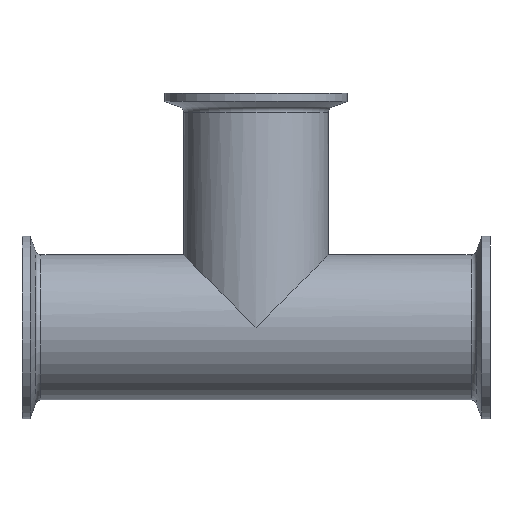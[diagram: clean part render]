
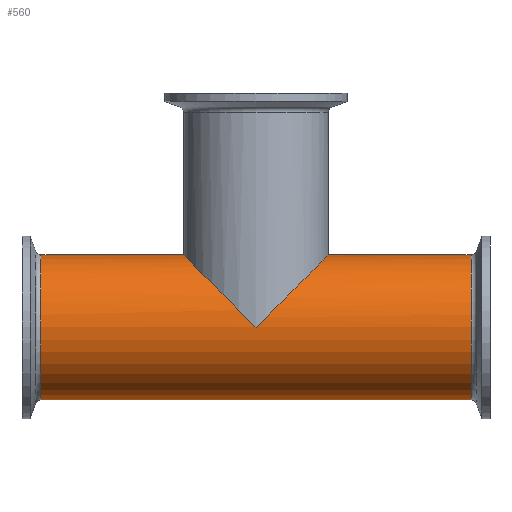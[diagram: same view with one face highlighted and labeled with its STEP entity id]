
A CAD part, front view. The second image highlights one B-rep face of the part: STEP entity #560.
In plain terms, the highlighted cylindrical face has radius 25.4 mm (diameter 50.8 mm), a full revolution.
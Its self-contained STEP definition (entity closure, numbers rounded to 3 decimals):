
#27=ELLIPSE('',#609,35.921,25.4);
#28=ELLIPSE('',#610,35.921,25.4);
#29=ELLIPSE('',#611,35.921,25.4);
#35=CYLINDRICAL_SURFACE('',#643,25.4);
#46=LINE('',#1004,#64);
#47=LINE('',#1005,#65);
#64=VECTOR('',#799,25.4);
#65=VECTOR('',#800,25.4);
#98=FACE_OUTER_BOUND('',#134,.T.);
#134=EDGE_LOOP('',(#426,#427,#428,#429,#430,#431,#432,#433,#434,#435,#436));
#179=CIRCLE('',#636,25.4);
#183=CIRCLE('',#640,25.4);
#185=CIRCLE('',#644,25.4);
#186=CIRCLE('',#645,25.4);
#225=VERTEX_POINT('',#941);
#226=VERTEX_POINT('',#943);
#227=VERTEX_POINT('',#945);
#240=VERTEX_POINT('',#987);
#241=VERTEX_POINT('',#988);
#245=VERTEX_POINT('',#1001);
#246=VERTEX_POINT('',#1002);
#284=EDGE_CURVE('',#226,#225,#27,.T.);
#285=EDGE_CURVE('',#227,#226,#28,.T.);
#286=EDGE_CURVE('',#225,#227,#29,.T.);
#305=EDGE_CURVE('',#240,#241,#179,.T.);
#309=EDGE_CURVE('',#241,#240,#183,.T.);
#312=EDGE_CURVE('',#245,#246,#185,.T.);
#313=EDGE_CURVE('',#245,#226,#46,.T.);
#314=EDGE_CURVE('',#226,#240,#47,.T.);
#315=EDGE_CURVE('',#246,#245,#186,.T.);
#426=ORIENTED_EDGE('',*,*,#312,.F.);
#427=ORIENTED_EDGE('',*,*,#313,.T.);
#428=ORIENTED_EDGE('',*,*,#314,.T.);
#429=ORIENTED_EDGE('',*,*,#309,.F.);
#430=ORIENTED_EDGE('',*,*,#305,.F.);
#431=ORIENTED_EDGE('',*,*,#314,.F.);
#432=ORIENTED_EDGE('',*,*,#284,.T.);
#433=ORIENTED_EDGE('',*,*,#286,.T.);
#434=ORIENTED_EDGE('',*,*,#285,.T.);
#435=ORIENTED_EDGE('',*,*,#313,.F.);
#436=ORIENTED_EDGE('',*,*,#315,.F.);
#560=ADVANCED_FACE('',(#98),#35,.T.);
#609=AXIS2_PLACEMENT_3D('',#944,#723,#724);
#610=AXIS2_PLACEMENT_3D('',#946,#725,#726);
#611=AXIS2_PLACEMENT_3D('',#947,#727,#728);
#636=AXIS2_PLACEMENT_3D('',#989,#780,#781);
#640=AXIS2_PLACEMENT_3D('',#995,#788,#789);
#643=AXIS2_PLACEMENT_3D('',#1000,#795,#796);
#644=AXIS2_PLACEMENT_3D('',#1003,#797,#798);
#645=AXIS2_PLACEMENT_3D('',#1006,#801,#802);
#723=DIRECTION('center_axis',(-0.707,0.,-0.707));
#724=DIRECTION('ref_axis',(0.707,0.,-0.707));
#725=DIRECTION('center_axis',(0.707,0.,-0.707));
#726=DIRECTION('ref_axis',(0.707,0.,0.707));
#727=DIRECTION('center_axis',(-0.707,0.,-0.707));
#728=DIRECTION('ref_axis',(0.707,0.,-0.707));
#780=DIRECTION('center_axis',(-1.,0.,0.));
#781=DIRECTION('ref_axis',(0.,1.,0.));
#788=DIRECTION('center_axis',(-1.,0.,0.));
#789=DIRECTION('ref_axis',(0.,1.,0.));
#795=DIRECTION('center_axis',(1.,0.,0.));
#796=DIRECTION('ref_axis',(0.,1.,0.));
#797=DIRECTION('center_axis',(1.,0.,0.));
#798=DIRECTION('ref_axis',(0.,-1.,0.));
#799=DIRECTION('',(-1.,0.,0.));
#800=DIRECTION('',(-1.,0.,0.));
#801=DIRECTION('center_axis',(1.,0.,0.));
#802=DIRECTION('ref_axis',(0.,-1.,0.));
#941=CARTESIAN_POINT('',(-25.4,0.,25.4));
#943=CARTESIAN_POINT('',(0.,-25.4,0.));
#944=CARTESIAN_POINT('Origin',(0.,0.,0.));
#945=CARTESIAN_POINT('',(0.,25.4,0.));
#946=CARTESIAN_POINT('Origin',(0.,0.,0.));
#947=CARTESIAN_POINT('Origin',(0.,0.,0.));
#987=CARTESIAN_POINT('',(-75.347,-25.4,0.));
#988=CARTESIAN_POINT('',(-75.347,0.,-25.4));
#989=CARTESIAN_POINT('Origin',(-75.347,0.,0.));
#995=CARTESIAN_POINT('Origin',(-75.347,0.,0.));
#1000=CARTESIAN_POINT('Origin',(0.,0.,0.));
#1001=CARTESIAN_POINT('',(75.347,-25.4,0.));
#1002=CARTESIAN_POINT('',(75.347,0.,25.4));
#1003=CARTESIAN_POINT('Origin',(75.347,0.,0.));
#1004=CARTESIAN_POINT('',(0.,-25.4,0.));
#1005=CARTESIAN_POINT('',(0.,-25.4,0.));
#1006=CARTESIAN_POINT('Origin',(75.347,0.,0.));
